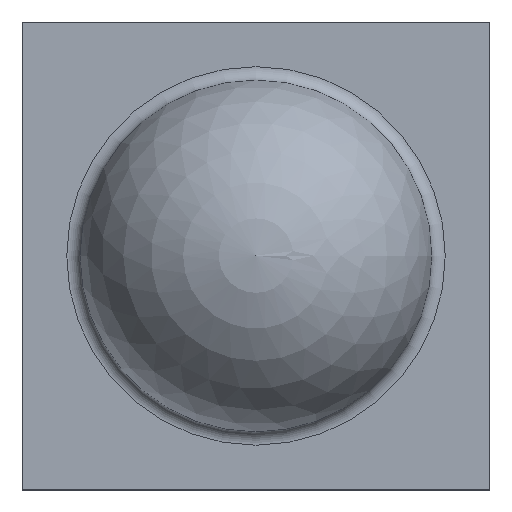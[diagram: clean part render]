
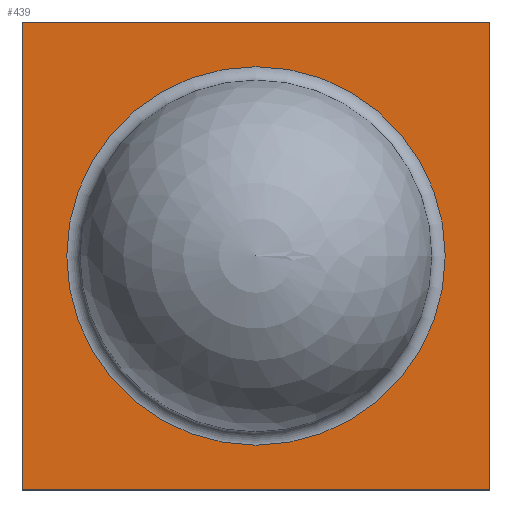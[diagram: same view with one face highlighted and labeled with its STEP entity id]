
A CAD part, top view. The second image highlights one B-rep face of the part: STEP entity #439.
In plain terms, the highlighted planar face has unit normal (0, 0, 1).
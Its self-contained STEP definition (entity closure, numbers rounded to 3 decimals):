
#439 = ADVANCED_FACE( '', ( #810, #811 ), #812, .F. );
#810 = FACE_BOUND( '', #1151, .T. );
#811 = FACE_OUTER_BOUND( '', #1152, .T. );
#812 = PLANE( '', #1153 );
#1151 = EDGE_LOOP( '', ( #1936 ) );
#1152 = EDGE_LOOP( '', ( #1937, #1938, #1939, #1940 ) );
#1153 = AXIS2_PLACEMENT_3D( '', #1941, #1942, #1943 );
#1936 = ORIENTED_EDGE( '', *, *, #2135, .T. );
#1937 = ORIENTED_EDGE( '', *, *, #2173, .F. );
#1938 = ORIENTED_EDGE( '', *, *, #2085, .F. );
#1939 = ORIENTED_EDGE( '', *, *, #2305, .F. );
#1940 = ORIENTED_EDGE( '', *, *, #2105, .F. );
#1941 = CARTESIAN_POINT( '', ( 0., 0., 0.19 ) );
#1942 = DIRECTION( '', ( 0., 0., -1. ) );
#1943 = DIRECTION( '', ( -1., 0., 0. ) );
#2085 = EDGE_CURVE( '', #2431, #2433, #2434, .T. );
#2105 = EDGE_CURVE( '', #2467, #2469, #2470, .T. );
#2135 = EDGE_CURVE( '', #2520, #2520, #2521, .T. );
#2173 = EDGE_CURVE( '', #2433, #2467, #2585, .T. );
#2305 = EDGE_CURVE( '', #2469, #2431, #2782, .T. );
#2431 = VERTEX_POINT( '', #2934 );
#2433 = VERTEX_POINT( '', #2937 );
#2434 = LINE( '', #2938, #2939 );
#2467 = VERTEX_POINT( '', #2986 );
#2469 = VERTEX_POINT( '', #2989 );
#2470 = LINE( '', #2990, #2991 );
#2520 = VERTEX_POINT( '', #3061 );
#2521 = CIRCLE( '', #3062, 1.396 );
#2585 = LINE( '', #3153, #3154 );
#2782 = LINE( '', #3442, #3443 );
#2934 = CARTESIAN_POINT( '', ( -1.725, 1.725, 0.19 ) );
#2937 = CARTESIAN_POINT( '', ( 1.725, 1.725, 0.19 ) );
#2938 = CARTESIAN_POINT( '', ( -1.725, 1.725, 0.19 ) );
#2939 = VECTOR( '', #3610, 1000. );
#2986 = CARTESIAN_POINT( '', ( 1.725, -1.725, 0.19 ) );
#2989 = CARTESIAN_POINT( '', ( -1.725, -1.725, 0.19 ) );
#2990 = CARTESIAN_POINT( '', ( 1.725, -1.725, 0.19 ) );
#2991 = VECTOR( '', #3626, 1000. );
#3061 = CARTESIAN_POINT( '', ( -1.396, 0., 0.19 ) );
#3062 = AXIS2_PLACEMENT_3D( '', #3653, #3654, #3655 );
#3153 = CARTESIAN_POINT( '', ( 1.725, 1.725, 0.19 ) );
#3154 = VECTOR( '', #3689, 1000. );
#3442 = CARTESIAN_POINT( '', ( -1.725, -1.725, 0.19 ) );
#3443 = VECTOR( '', #3802, 1000. );
#3610 = DIRECTION( '', ( 1., 0., 0. ) );
#3626 = DIRECTION( '', ( -1., 0., 0. ) );
#3653 = CARTESIAN_POINT( '', ( 0., 0., 0.19 ) );
#3654 = DIRECTION( '', ( 0., 0., -1. ) );
#3655 = DIRECTION( '', ( -1., 0., 0. ) );
#3689 = DIRECTION( '', ( 0., -1., 0. ) );
#3802 = DIRECTION( '', ( 0., 1., 0. ) );
